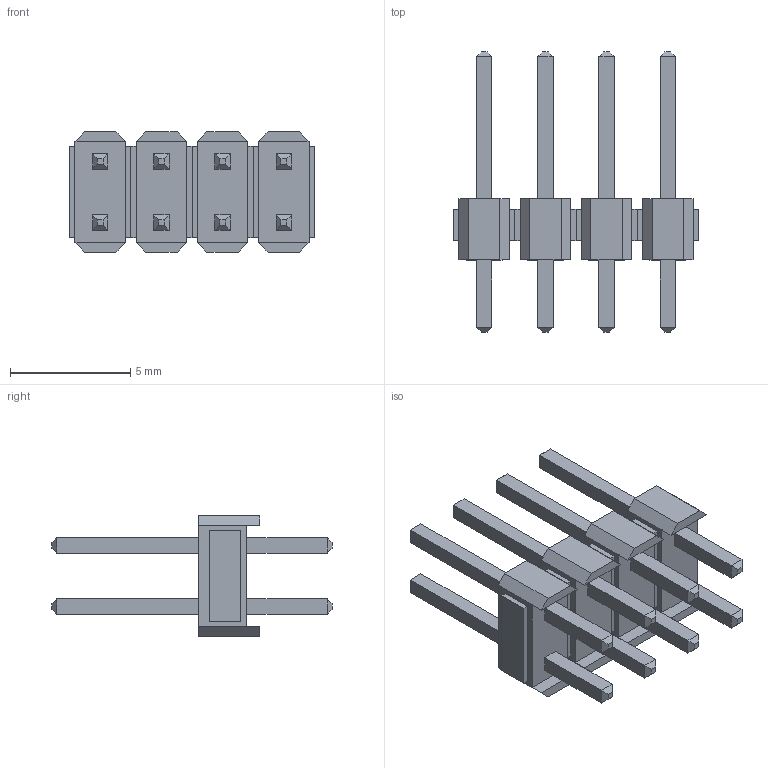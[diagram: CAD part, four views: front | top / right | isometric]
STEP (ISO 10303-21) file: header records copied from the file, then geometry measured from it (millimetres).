
FILE_DESCRIPTION (( 'STEP AP214' ), '1' );
FILE_NAME ('PLD-08.STEP', '2019-06-28T08:49:26', ( '' ), ( '' ), 'SwSTEP 2.0', 'SolidWorks 2018', '' );
FILE_SCHEMA (( 'AUTOMOTIVE_DESIGN' ));
Length unit declared in the file: millimetre
Products named in the file (1): PLD-08
Bounding box: 10.16 x 11.64 x 5 mm (x, y, z)
Volume: 124 mm3; surface area: 416.6 mm2
Topology: 4 solids, 4 shells, 240 faces, 544 edges, 336 vertices
Faces by surface type: plane 240
Entity records: 9169 total; most frequent: CARTESIAN_POINT 1121, ORIENTED_EDGE 1088, DIRECTION 1026, EDGE_CURVE 544, LINE 544, VECTOR 544, VERTEX_POINT 336, EDGE_LOOP 264
